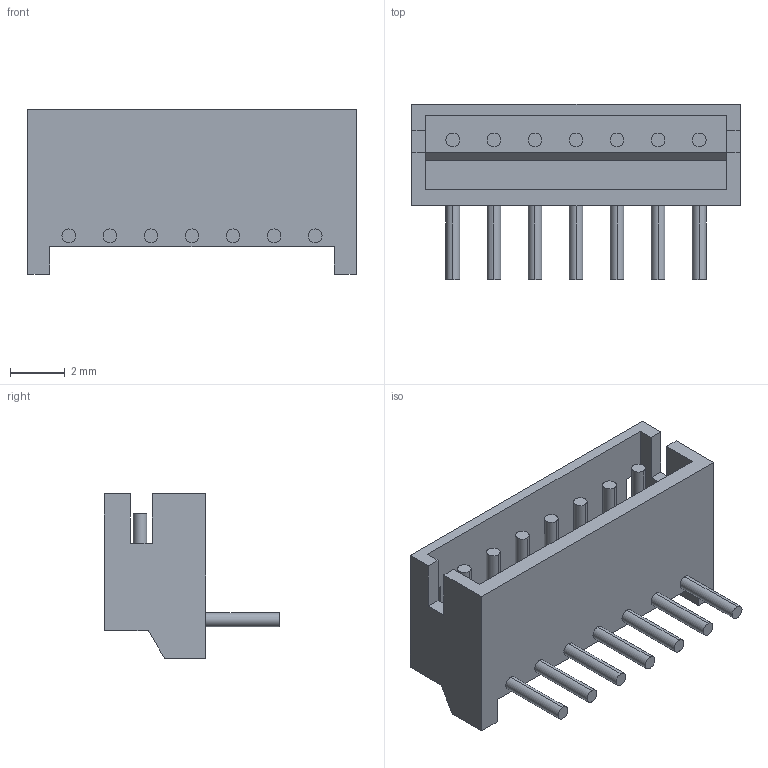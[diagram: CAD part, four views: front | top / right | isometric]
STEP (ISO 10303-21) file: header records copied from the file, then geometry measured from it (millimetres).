
FILE_DESCRIPTION (( 'STEP AP214' ), '1' );
FILE_NAME ('S7B-ZR.STEP', '2010-06-16T04:52:19', ( ' ' ), ( ' ' ), 'SwSTEP 2.0', 'SolidWorks 2005235', '' );
FILE_SCHEMA (( 'AUTOMOTIVE_DESIGN' ));
Length unit declared in the file: millimetre
Products named in the file (1): S7B-ZR
Bounding box: 12 x 6.4 x 6 mm (x, y, z)
Volume: 132.6 mm3; surface area: 401.2 mm2
Topology: 1 solids, 1 shells, 74 faces, 184 edges, 122 vertices
Faces by surface type: plane 46, cylinder 28
Entity records: 3053 total; most frequent: DIRECTION 390, CARTESIAN_POINT 381, ORIENTED_EDGE 368, EDGE_CURVE 184, AXIS2_PLACEMENT_3D 131, VECTOR 128, LINE 128, VERTEX_POINT 122
